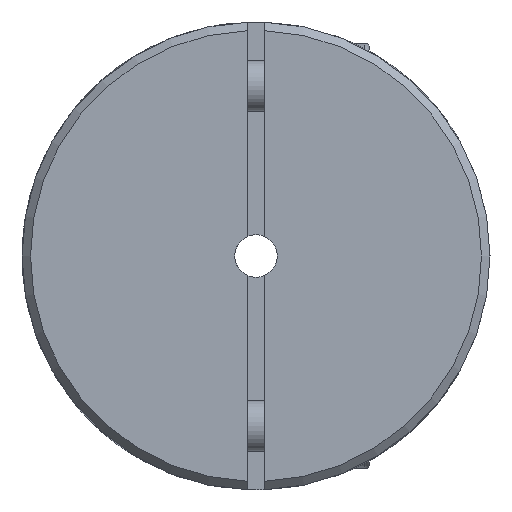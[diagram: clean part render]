
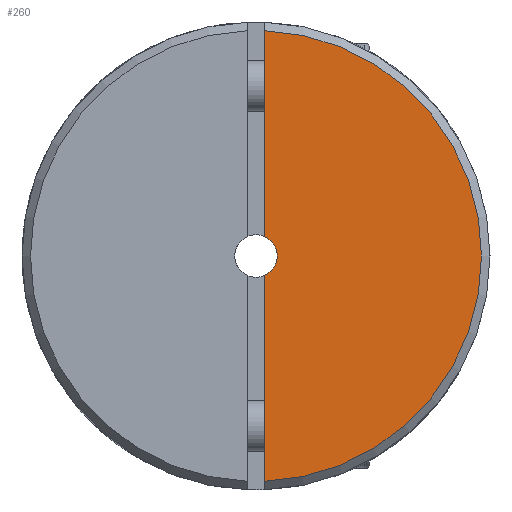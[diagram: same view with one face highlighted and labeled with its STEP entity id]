
A CAD part, left-side view. The second image highlights one B-rep face of the part: STEP entity #260.
In plain terms, the highlighted planar face has unit normal (-1, 0, 0).
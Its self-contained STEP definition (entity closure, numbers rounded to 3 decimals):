
#260 = ADVANCED_FACE( '', ( #322 ), #323, .T. );
#322 = FACE_OUTER_BOUND( '', #463, .T. );
#323 = PLANE( '', #464 );
#463 = EDGE_LOOP( '', ( #638, #639, #640, #641 ) );
#464 = AXIS2_PLACEMENT_3D( '', #642, #643, #644 );
#638 = ORIENTED_EDGE( '', *, *, #951, .F. );
#639 = ORIENTED_EDGE( '', *, *, #952, .T. );
#640 = ORIENTED_EDGE( '', *, *, #948, .T. );
#641 = ORIENTED_EDGE( '', *, *, #928, .T. );
#642 = CARTESIAN_POINT( '', ( -39., 26.5, 0. ) );
#643 = DIRECTION( '', ( -1., 0., 0. ) );
#644 = DIRECTION( '', ( 0., 0., 1. ) );
#928 = EDGE_CURVE( '', #1022, #1023, #1024, .T. );
#948 = EDGE_CURVE( '', #1058, #1022, #1059, .T. );
#951 = EDGE_CURVE( '', #1063, #1023, #1064, .T. );
#952 = EDGE_CURVE( '', #1063, #1058, #1065, .T. );
#1022 = VERTEX_POINT( '', #1187 );
#1023 = VERTEX_POINT( '', #1188 );
#1024 = LINE( '', #1189, #1190 );
#1058 = VERTEX_POINT( '', #1243 );
#1059 = CIRCLE( '', #1244, 2.5 );
#1063 = VERTEX_POINT( '', #1249 );
#1064 = CIRCLE( '', #1250, 26.5 );
#1065 = LINE( '', #1251, #1252 );
#1187 = CARTESIAN_POINT( '', ( -39., -1., -2.291 ) );
#1188 = CARTESIAN_POINT( '', ( -39., -1., -26.481 ) );
#1189 = CARTESIAN_POINT( '', ( -39., -1., 27.482 ) );
#1190 = VECTOR( '', #1839, 1000. );
#1243 = CARTESIAN_POINT( '', ( -39., -1., 2.291 ) );
#1244 = AXIS2_PLACEMENT_3D( '', #1868, #1869, #1870 );
#1249 = CARTESIAN_POINT( '', ( -39., -1., 26.481 ) );
#1250 = AXIS2_PLACEMENT_3D( '', #1875, #1876, #1877 );
#1251 = CARTESIAN_POINT( '', ( -39., -1., 27.482 ) );
#1252 = VECTOR( '', #1878, 1000. );
#1839 = DIRECTION( '', ( 0., 0., -1. ) );
#1868 = CARTESIAN_POINT( '', ( -39., 0., 0. ) );
#1869 = DIRECTION( '', ( 1., 0., 0. ) );
#1870 = DIRECTION( '', ( 0., 0., -1. ) );
#1875 = CARTESIAN_POINT( '', ( -39., 0., 0. ) );
#1876 = DIRECTION( '', ( 1., 0., 0. ) );
#1877 = DIRECTION( '', ( 0., 0., -1. ) );
#1878 = DIRECTION( '', ( 0., 0., -1. ) );
